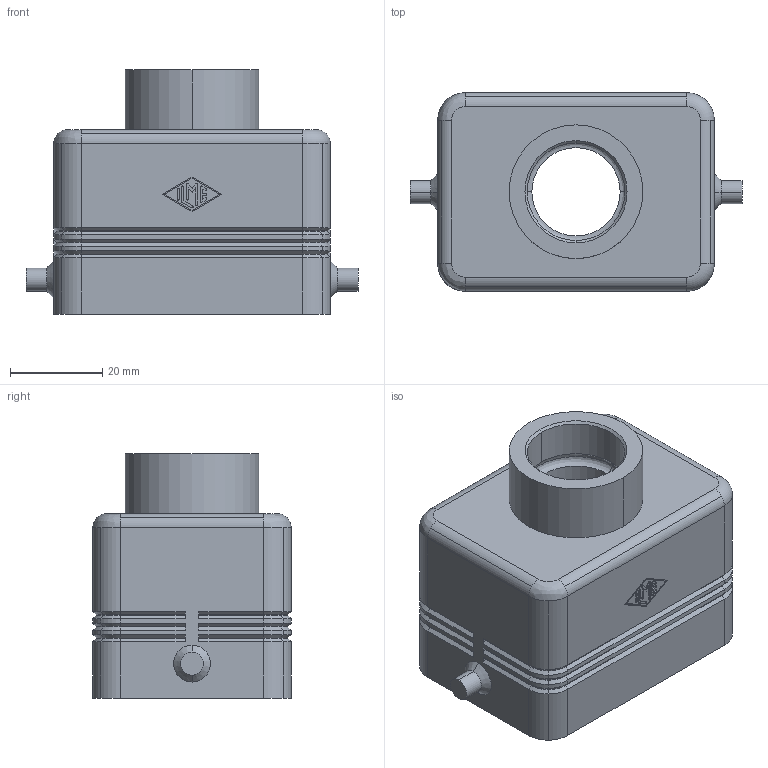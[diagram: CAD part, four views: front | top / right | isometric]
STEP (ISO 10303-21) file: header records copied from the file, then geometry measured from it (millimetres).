
FILE_DESCRIPTION((''),'2;1');
FILE_NAME('CHV 06 L16.stp','2006-12-12T11:00:39',('gembarski'),(''),'Autodesk Inventor 7','Autodesk Inventor 7','');
FILE_SCHEMA(('AUTOMOTIVE_DESIGN { 1 0 10303 214 1 1 1 1 }'));
Length unit declared in the file: millimetre
Products named in the file (1): CHV Tüllengehäuse 1 Bügel für einen Einsatz
Bounding box: 72 x 43 x 53 mm (x, y, z)
Volume: 38696 mm3; surface area: 21687.8 mm2
Topology: 1 solids, 1 shells, 313 faces, 747 edges, 446 vertices
Faces by surface type: plane 119, cylinder 80, bspline 60, cone 52, torus 2
Entity records: 9574 total; most frequent: CARTESIAN_POINT 2401, DIRECTION 1499, ORIENTED_EDGE 1478, EDGE_CURVE 739, AXIS2_PLACEMENT_3D 506, VECTOR 487, LINE 487, VERTEX_POINT 446
